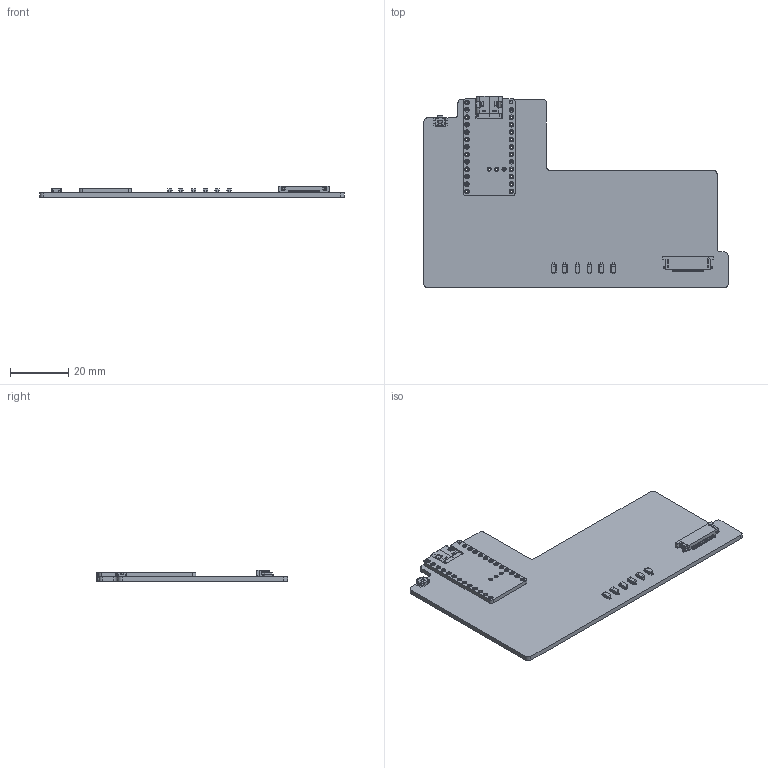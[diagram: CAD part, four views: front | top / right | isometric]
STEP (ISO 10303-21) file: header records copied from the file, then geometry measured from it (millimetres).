
FILE_DESCRIPTION(('KiCad electronic assembly'),'2;1');
FILE_NAME('psiboard.step','2025-10-13T19:33:39',('Pcbnew'),('Kicad'), 'Open CASCADE STEP processor 7.8','KiCad to STEP converter','Unknown' );
FILE_SCHEMA(('AUTOMOTIVE_DESIGN { 1 0 10303 214 1 1 1 1 }'));
Length unit declared in the file: millimetre
Products named in the file (69): psiboard 1; D_SOD-123; EVQ-P7A01P; 524372271; nicenano; nice!nano v1.0; USB C Female SMD v1; USB_C_Receptacle_16P_TopMnt_Horizontal_GCT_USB4105-xx-A; USB_C_Receptacle_16P_TopMnt_Horizontal_GCT_USB4105-xx-A001; USB_C_Receptacle_16P_TopMnt_Horizontal_GCT_USB4105-xx-A002; USB_C_Receptacle_16P_TopMnt_Horizontal_GCT_USB4105-xx-A003; USB_C_Receptacle_16P_TopMnt_Horizontal_GCT_USB4105-xx-A004; USB_C_Receptacle_16P_TopMnt_Horizontal_GCT_USB4105-xx-A005; USB_C_Receptacle_16P_TopMnt_Horizontal_GCT_USB4105-xx-A006; USB_C_Receptacle_16P_TopMnt_Horizontal_GCT_USB4105-xx-A007; USB_C_Receptacle_16P_TopMnt_Horizontal_GCT_USB4105-xx-A008; USB_C_Receptacle_16P_TopMnt_Horizontal_GCT_USB4105-xx-A009; USB_C_Receptacle_16P_TopMnt_Horizontal_GCT_USB4105-xx-A010; USB_C_Receptacle_16P_TopMnt_Horizontal_GCT_USB4105-xx-A011; USB_C_Receptacle_16P_TopMnt_Horizontal_GCT_USB4105-xx-A012; USB_C_Receptacle_16P_TopMnt_Horizontal_GCT_USB4105-xx-A013; USB_C_Receptacle_16P_TopMnt_Horizontal_GCT_USB4105-xx-A014; USB_C_Receptacle_16P_TopMnt_Horizontal_GCT_USB4105-xx-A015; USB_C_Receptacle_16P_TopMnt_Horizontal_GCT_USB4105-xx-A016; USB_C_Receptacle_16P_TopMnt_Horizontal_GCT_USB4105-xx-A017; USB_C_Receptacle_16P_TopMnt_Horizontal_GCT_USB4105-xx-A018; USB_C_Receptacle_16P_TopMnt_Horizontal_GCT_USB4105-xx-A019; USB_C_Receptacle_16P_TopMnt_Horizontal_GCT_USB4105-xx-A020; USB_C_Receptacle_16P_TopMnt_Horizontal_GCT_USB4105-xx-A021; USB_C_Receptacle_16P_TopMnt_Horizontal_GCT_USB4105-xx-A022; USB_C_Receptacle_16P_TopMnt_Horizontal_GCT_USB4105-xx-A023; USB_C_Receptacle_16P_TopMnt_Horizontal_GCT_USB4105-xx-A024; USB_C_Receptacle_16P_TopMnt_Horizontal_GCT_USB4105-xx-A025; USB_C_Receptacle_16P_TopMnt_Horizontal_GCT_USB4105-xx-A026; USB_C_Receptacle_16P_TopMnt_Horizontal_GCT_USB4105-xx-A027; USB_C_Receptacle_16P_TopMnt_Horizontal_GCT_USB4105-xx-A028; USB_C_Receptacle_16P_TopMnt_Horizontal_GCT_USB4105-xx-A029; USB_C_Receptacle_16P_TopMnt_Horizontal_GCT_USB4105-xx-A030; USB_C_Receptacle_16P_TopMnt_Horizontal_GCT_USB4105-xx-A031; USB_C_Receptacle_16P_TopMnt_Horizontal_GCT_USB4105-xx-A032 ...
Assembly tree (78 placements, depth 6):
  psiboard 1
    D_SOD-123  x6
    EVQ-P7A01P
    524372271
    nicenano
      nice!nano v1.0
      USB C Female SMD v1
        USB_C_Receptacle_16P_TopMnt_Horizontal_GCT_USB4105-xx-A
        USB_C_Receptacle_16P_TopMnt_Horizontal_GCT_USB4105-xx-A001
        USB_C_Receptacle_16P_TopMnt_Horizontal_GCT_USB4105-xx-A002
        USB_C_Receptacle_16P_TopMnt_Horizontal_GCT_USB4105-xx-A003
        USB_C_Receptacle_16P_TopMnt_Horizontal_GCT_USB4105-xx-A004
        USB_C_Receptacle_16P_TopMnt_Horizontal_GCT_USB4105-xx-A005
        USB_C_Receptacle_16P_TopMnt_Horizontal_GCT_USB4105-xx-A006
        USB_C_Receptacle_16P_TopMnt_Horizontal_GCT_USB4105-xx-A007
        USB_C_Receptacle_16P_TopMnt_Horizontal_GCT_USB4105-xx-A008
        USB_C_Receptacle_16P_TopMnt_Horizontal_GCT_USB4105-xx-A009
        USB_C_Receptacle_16P_TopMnt_Horizontal_GCT_USB4105-xx-A010
        USB_C_Receptacle_16P_TopMnt_Horizontal_GCT_USB4105-xx-A011
        USB_C_Receptacle_16P_TopMnt_Horizontal_GCT_USB4105-xx-A012
        USB_C_Receptacle_16P_TopMnt_Horizontal_GCT_USB4105-xx-A013
        USB_C_Receptacle_16P_TopMnt_Horizontal_GCT_USB4105-xx-A014
        USB_C_Receptacle_16P_TopMnt_Horizontal_GCT_USB4105-xx-A015
        USB_C_Receptacle_16P_TopMnt_Horizontal_GCT_USB4105-xx-A016
        USB_C_Receptacle_16P_TopMnt_Horizontal_GCT_USB4105-xx-A017
        USB_C_Receptacle_16P_TopMnt_Horizontal_GCT_USB4105-xx-A018
        USB_C_Receptacle_16P_TopMnt_Horizontal_GCT_USB4105-xx-A019
        USB_C_Receptacle_16P_TopMnt_Horizontal_GCT_USB4105-xx-A020
        USB_C_Receptacle_16P_TopMnt_Horizontal_GCT_USB4105-xx-A021
        USB_C_Receptacle_16P_TopMnt_Horizontal_GCT_USB4105-xx-A022
        USB_C_Receptacle_16P_TopMnt_Horizontal_GCT_USB4105-xx-A023
        USB_C_Receptacle_16P_TopMnt_Horizontal_GCT_USB4105-xx-A024
        USB_C_Receptacle_16P_TopMnt_Horizontal_GCT_USB4105-xx-A025
        USB_C_Receptacle_16P_TopMnt_Horizontal_GCT_USB4105-xx-A026
        USB_C_Receptacle_16P_TopMnt_Horizontal_GCT_USB4105-xx-A027
        USB_C_Receptacle_16P_TopMnt_Horizontal_GCT_USB4105-xx-A028
        USB_C_Receptacle_16P_TopMnt_Horizontal_GCT_USB4105-xx-A029
        USB_C_Receptacle_16P_TopMnt_Horizontal_GCT_USB4105-xx-A030
        USB_C_Receptacle_16P_TopMnt_Horizontal_GCT_USB4105-xx-A031
        USB_C_Receptacle_16P_TopMnt_Horizontal_GCT_USB4105-xx-A032
        USB_C_Receptacle_16P_TopMnt_Horizontal_GCT_USB4105-xx-A033
        USB_C_Receptacle_16P_TopMnt_Horizontal_GCT_USB4105-xx-A034
        USB_C_Receptacle_16P_TopMnt_Horizontal_GCT_USB4105-xx-A035
      mcu-chip-ic-2set-leg v1
        TSSOP-16 0.65p 4.4mm v1
          TSSOP-16 0.65p 4.4mm
            Pin9
            Pin10
            Pin12
            Pin11
            Pin13
            Pin14
            Pin15
            Pin16
            Pin8
            Pin7
            Pin6
            Pin5
            Pin4
            Pin3
Bounding box: 104.14 x 65.41 x 3.83 mm (x, y, z)
Volume: 8437.3 mm3; surface area: 12970.3 mm2
Topology: 127 solids, 127 shells, 2698 faces, 6892 edges, 4469 vertices
Faces by surface type: plane 2001, cylinder 585, bspline 96, torus 12, cone 4
Full cylindrical faces by diameter (mm): 0.107 x4, 0.375 x4, 0.4 x1, 0.8 x52, 1.4 x6, 1.6 x50
Entity records: 72246 total; most frequent: CARTESIAN_POINT 12528, ORIENTED_EDGE 11608, DIRECTION 11416, EDGE_CURVE 5804, LINE 4754, VECTOR 4754, VERTEX_POINT 3785, AXIS2_PLACEMENT_3D 3331
